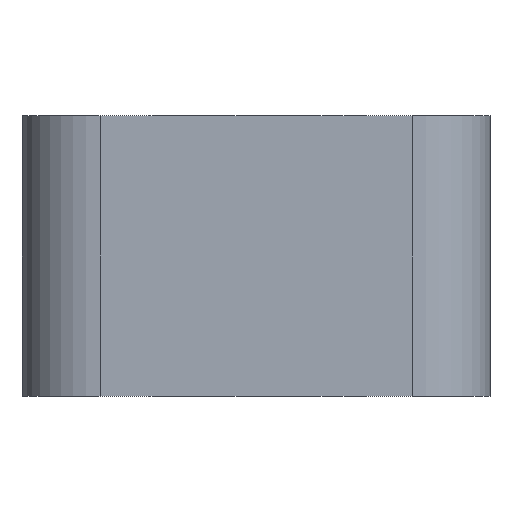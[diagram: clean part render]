
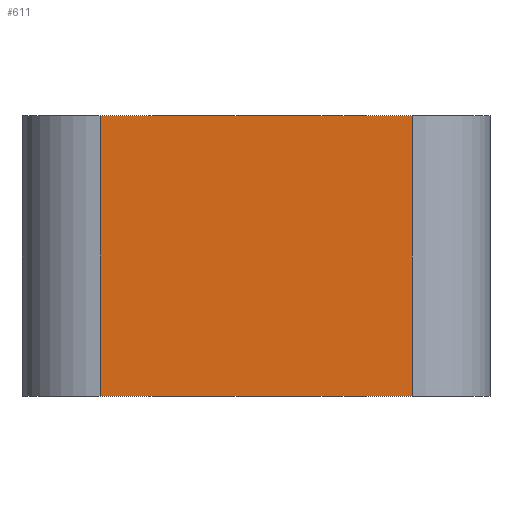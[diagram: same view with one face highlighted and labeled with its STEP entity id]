
A CAD part, front view. The second image highlights one B-rep face of the part: STEP entity #611.
In plain terms, the highlighted planar face has unit normal (0, -1, 0).
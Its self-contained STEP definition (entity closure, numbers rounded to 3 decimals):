
#51 = LINE ( 'NONE', #477, #565 ) ;
#96 = CARTESIAN_POINT ( 'NONE',  ( 0.5, 0., 0. ) ) ;
#129 = ORIENTED_EDGE ( 'NONE', *, *, #280, .T. ) ;
#130 = EDGE_CURVE ( 'NONE', #236, #503, #279, .T. ) ;
#137 = VECTOR ( 'NONE', #631, 1000. ) ;
#179 = CARTESIAN_POINT ( 'NONE',  ( 2.5, 0., 1.8 ) ) ;
#236 = VERTEX_POINT ( 'NONE', #560 ) ;
#237 = AXIS2_PLACEMENT_3D ( 'NONE', #499, #343, #603 ) ;
#271 = VERTEX_POINT ( 'NONE', #96 ) ;
#279 = LINE ( 'NONE', #331, #137 ) ;
#280 = EDGE_CURVE ( 'NONE', #271, #384, #387, .T. ) ;
#282 = ORIENTED_EDGE ( 'NONE', *, *, #130, .F. ) ;
#319 = DIRECTION ( 'NONE',  ( 0., 0., -1. ) ) ;
#331 = CARTESIAN_POINT ( 'NONE',  ( 0., 0., 1.8 ) ) ;
#336 = DIRECTION ( 'NONE',  ( 1., 0., 0. ) ) ;
#343 = DIRECTION ( 'NONE',  ( 0., 1., 0. ) ) ;
#356 = LINE ( 'NONE', #618, #475 ) ;
#379 = DIRECTION ( 'NONE',  ( 0., 0., 1. ) ) ;
#384 = VERTEX_POINT ( 'NONE', #396 ) ;
#387 = LINE ( 'NONE', #442, #632 ) ;
#396 = CARTESIAN_POINT ( 'NONE',  ( 2.5, 0., 0. ) ) ;
#442 = CARTESIAN_POINT ( 'NONE',  ( 0., 0., 0. ) ) ;
#450 = EDGE_CURVE ( 'NONE', #384, #503, #51, .T. ) ;
#475 = VECTOR ( 'NONE', #319, 1000. ) ;
#477 = CARTESIAN_POINT ( 'NONE',  ( 2.5, 0., 1.8 ) ) ;
#478 = ORIENTED_EDGE ( 'NONE', *, *, #551, .T. ) ;
#492 = FACE_OUTER_BOUND ( 'NONE', #517, .T. ) ;
#499 = CARTESIAN_POINT ( 'NONE',  ( 0., 0., 1.8 ) ) ;
#503 = VERTEX_POINT ( 'NONE', #179 ) ;
#517 = EDGE_LOOP ( 'NONE', ( #129, #613, #282, #478 ) ) ;
#551 = EDGE_CURVE ( 'NONE', #236, #271, #356, .T. ) ;
#558 = PLANE ( 'NONE',  #237 ) ;
#560 = CARTESIAN_POINT ( 'NONE',  ( 0.5, 0., 1.8 ) ) ;
#565 = VECTOR ( 'NONE', #379, 1000. ) ;
#603 = DIRECTION ( 'NONE',  ( 0., 0., 1. ) ) ;
#611 = ADVANCED_FACE ( 'NONE', ( #492 ), #558, .F. ) ;
#613 = ORIENTED_EDGE ( 'NONE', *, *, #450, .T. ) ;
#618 = CARTESIAN_POINT ( 'NONE',  ( 0.5, 0., 1.8 ) ) ;
#631 = DIRECTION ( 'NONE',  ( 1., 0., 0. ) ) ;
#632 = VECTOR ( 'NONE', #336, 1000. ) ;
